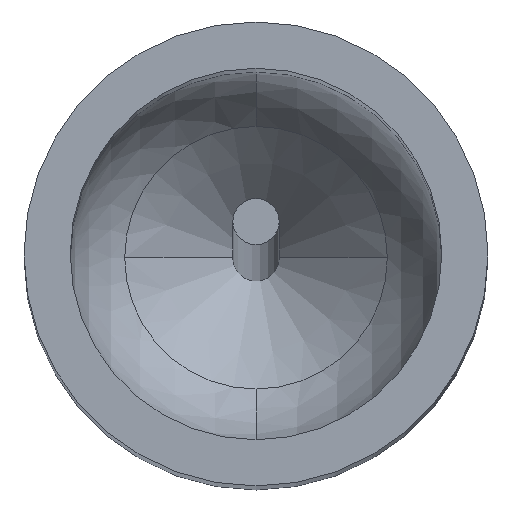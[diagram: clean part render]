
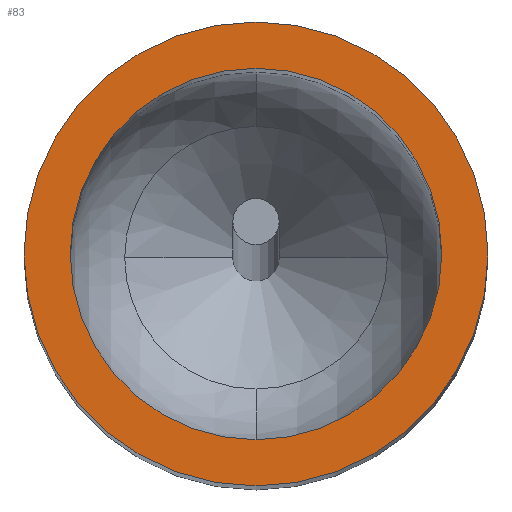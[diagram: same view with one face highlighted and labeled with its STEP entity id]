
A CAD part, top view. The second image highlights one B-rep face of the part: STEP entity #83.
In plain terms, the highlighted planar face has unit normal (0, 0, 1).
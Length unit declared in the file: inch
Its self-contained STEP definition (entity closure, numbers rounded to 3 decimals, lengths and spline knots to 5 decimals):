
#37 = EDGE_CURVE ( 'NONE', #540, #492, #346, .T. ) ;
#39 = FACE_BOUND ( 'NONE', #345, .T. ) ;
#55 = DIRECTION ( 'NONE',  ( 1., 0., 0. ) ) ;
#56 = DIRECTION ( 'NONE',  ( 0., 0., 1. ) ) ;
#57 = CARTESIAN_POINT ( 'NONE',  ( -1.68536, 0.54347, 0.6461 ) ) ;
#83 = ADVANCED_FACE ( 'NONE', ( #39, #576 ), #562, .T. ) ;
#95 = CARTESIAN_POINT ( 'NONE',  ( -1.66568, 0.54347, 0.6461 ) ) ;
#106 = DIRECTION ( 'NONE',  ( 1., 0., 0. ) ) ;
#110 = CARTESIAN_POINT ( 'NONE',  ( -1.68536, 0.54347, 0.6461 ) ) ;
#112 = AXIS2_PLACEMENT_3D ( 'NONE', #578, #114, #568 ) ;
#113 = CARTESIAN_POINT ( 'NONE',  ( -1.70505, 0.54347, 0.6461 ) ) ;
#114 = DIRECTION ( 'NONE',  ( 0., 0., 1. ) ) ;
#122 = DIRECTION ( 'NONE',  ( 0., 0., 1. ) ) ;
#132 = DIRECTION ( 'NONE',  ( -1., 0., 0. ) ) ;
#139 = CARTESIAN_POINT ( 'NONE',  ( -1.68536, 0.54347, 0.6461 ) ) ;
#153 = AXIS2_PLACEMENT_3D ( 'NONE', #57, #56, #55 ) ;
#159 = CARTESIAN_POINT ( 'NONE',  ( -1.70995, 0.54347, 0.6461 ) ) ;
#164 = DIRECTION ( 'NONE',  ( 0., 0., -1. ) ) ;
#220 = AXIS2_PLACEMENT_3D ( 'NONE', #110, #122, #106 ) ;
#267 = CIRCLE ( 'NONE', #220, 0.02459 ) ;
#303 = EDGE_CURVE ( 'NONE', #313, #530, #267, .T. ) ;
#313 = VERTEX_POINT ( 'NONE', #395 ) ;
#336 = EDGE_LOOP ( 'NONE', ( #502, #533 ) ) ;
#345 = EDGE_LOOP ( 'NONE', ( #563, #555 ) ) ;
#346 = CIRCLE ( 'NONE', #411, 0.01969 ) ;
#350 = CIRCLE ( 'NONE', #153, 0.02459 ) ;
#378 = AXIS2_PLACEMENT_3D ( 'NONE', #139, #164, #132 ) ;
#395 = CARTESIAN_POINT ( 'NONE',  ( -1.66077, 0.54347, 0.6461 ) ) ;
#402 = DIRECTION ( 'NONE',  ( 0., 0., -1. ) ) ;
#403 = CARTESIAN_POINT ( 'NONE',  ( -1.68536, 0.54347, 0.6461 ) ) ;
#407 = DIRECTION ( 'NONE',  ( -1., 0., 0. ) ) ;
#411 = AXIS2_PLACEMENT_3D ( 'NONE', #403, #402, #407 ) ;
#480 = CIRCLE ( 'NONE', #378, 0.01969 ) ;
#492 = VERTEX_POINT ( 'NONE', #113 ) ;
#502 = ORIENTED_EDGE ( 'NONE', *, *, #303, .T. ) ;
#511 = EDGE_CURVE ( 'NONE', #530, #313, #350, .T. ) ;
#530 = VERTEX_POINT ( 'NONE', #159 ) ;
#533 = ORIENTED_EDGE ( 'NONE', *, *, #511, .T. ) ;
#539 = EDGE_CURVE ( 'NONE', #492, #540, #480, .T. ) ;
#540 = VERTEX_POINT ( 'NONE', #95 ) ;
#555 = ORIENTED_EDGE ( 'NONE', *, *, #37, .T. ) ;
#562 = PLANE ( 'NONE',  #112 ) ;
#563 = ORIENTED_EDGE ( 'NONE', *, *, #539, .T. ) ;
#568 = DIRECTION ( 'NONE',  ( 1., 0., 0. ) ) ;
#576 = FACE_OUTER_BOUND ( 'NONE', #336, .T. ) ;
#578 = CARTESIAN_POINT ( 'NONE',  ( -1.68536, 0.54347, 0.6461 ) ) ;
